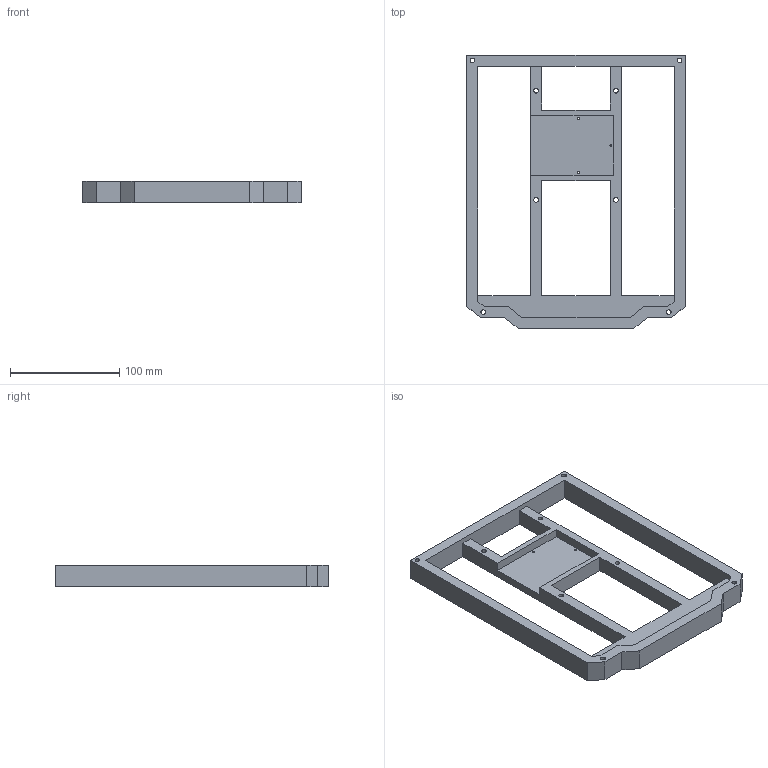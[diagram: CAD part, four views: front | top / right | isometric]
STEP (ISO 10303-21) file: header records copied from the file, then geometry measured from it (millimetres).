
FILE_DESCRIPTION (( 'STEP AP214' ), '1' );
FILE_NAME ('v2_Niveau_3_BaseNonHolonome_b_FixationNiv2Niv3.STEP', '2024-05-16T10:16:53', ( '' ), ( '' ), 'SwSTEP 2.0', 'SolidWorks 2022', '' );
FILE_SCHEMA (( 'AUTOMOTIVE_DESIGN' ));
Length unit declared in the file: millimetre
Products named in the file (1): v2_Niveau_3_BaseNonHolonome_b_FixationNiv2Niv3
Bounding box: 200 x 250 x 20 mm (x, y, z)
Volume: 299806.6 mm3; surface area: 87129.7 mm2
Topology: 1 solids, 1 shells, 60 faces, 180 edges, 120 vertices
Faces by surface type: plane 38, cylinder 22
Entity records: 2276 total; most frequent: CARTESIAN_POINT 361, ORIENTED_EDGE 360, DIRECTION 346, EDGE_CURVE 180, LINE 136, VECTOR 136, VERTEX_POINT 120, AXIS2_PLACEMENT_3D 105
